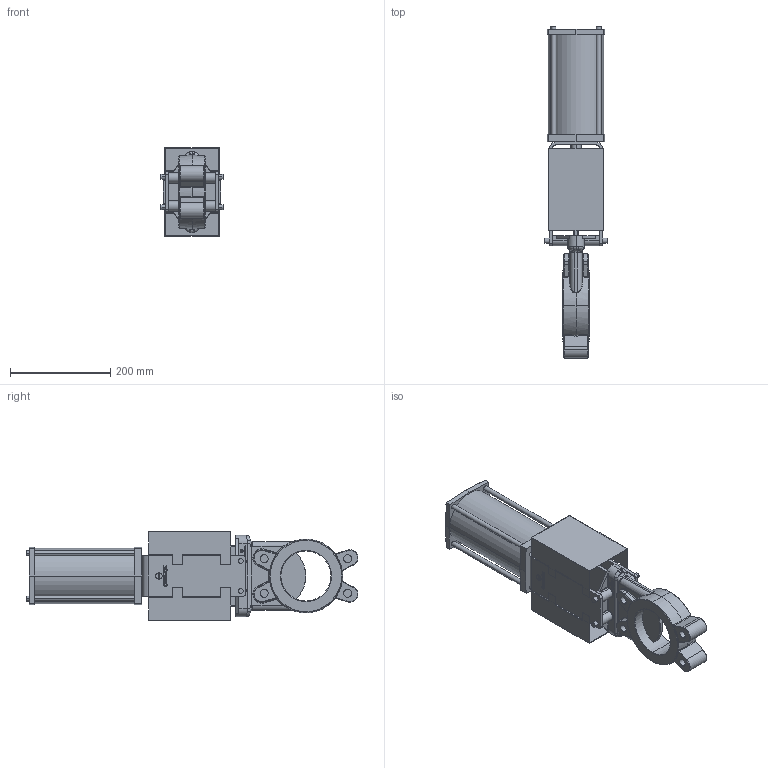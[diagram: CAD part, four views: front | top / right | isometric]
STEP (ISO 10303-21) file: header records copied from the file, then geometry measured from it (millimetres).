
FILE_DESCRIPTION (( 'STEP AP214' ), '1' );
FILE_NAME ('EB100_acci._neumatico.STEP', '2008-11-17T15:39:46', ( 'user' ), ( '' ), 'SwSTEP 2.0', 'SolidWorks 2007', '' );
FILE_SCHEMA (( 'AUTOMOTIVE_DESIGN' ));
Length unit declared in the file: millimetre
Products named in the file (3): cilindroEB100_Predeterminado; cuerpoEB100_neumatica_Predeterminado; EB100_acci._neumatico
Assembly tree (2 placements, depth 2):
  EB100_acci._neumatico
    cilindroEB100_Predeterminado
    cuerpoEB100_neumatica_Predeterminado
Bounding box: 124 x 661.76 x 177 mm (x, y, z)
Volume: 3708439.1 mm3; surface area: 529723 mm2
Topology: 3 solids, 7 shells, 953 faces, 2447 edges, 1547 vertices
Faces by surface type: plane 591, cylinder 179, bspline 100, torus 55, sphere 24, cone 4
Entity records: 31612 total; most frequent: CARTESIAN_POINT 9052, ORIENTED_EDGE 4846, DIRECTION 4360, EDGE_CURVE 2423, VECTOR 1686, LINE 1686, VERTEX_POINT 1547, AXIS2_PLACEMENT_3D 1337
